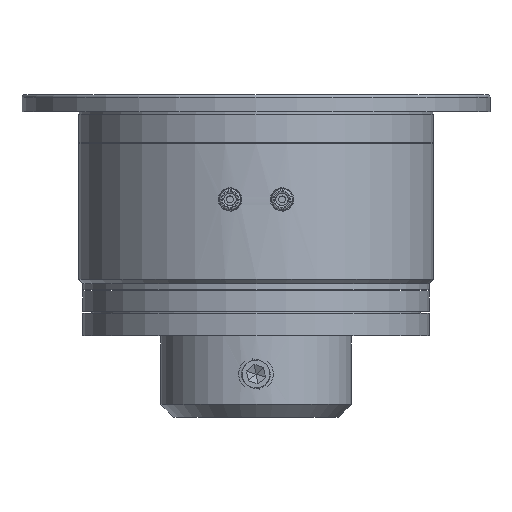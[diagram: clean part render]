
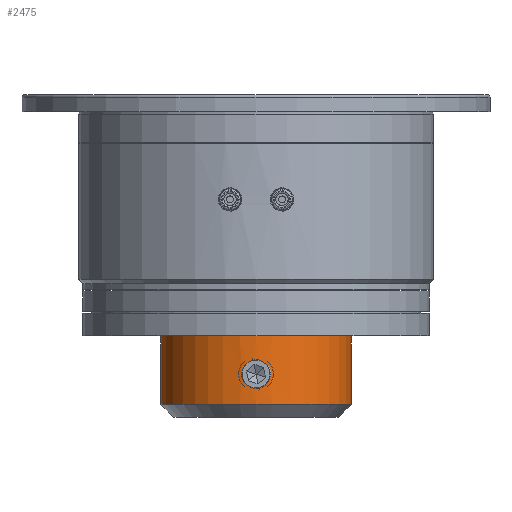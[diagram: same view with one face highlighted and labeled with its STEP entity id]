
A CAD part, front view. The second image highlights one B-rep face of the part: STEP entity #2475.
In plain terms, the highlighted cylindrical face has radius 11 mm (diameter 22 mm), a partial arc.
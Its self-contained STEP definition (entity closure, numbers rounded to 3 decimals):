
#3 = CARTESIAN_POINT ( 'NONE',  ( 1.014, -10.954, -5.681 ) ) ;
#60 = CARTESIAN_POINT ( 'NONE',  ( 0.433, -10.993, -5.393 ) ) ;
#162 = AXIS2_PLACEMENT_3D ( 'NONE', #4179, #5052, #461 ) ;
#182 = CARTESIAN_POINT ( 'NONE',  ( 0., 0., -2.6 ) ) ;
#204 = CARTESIAN_POINT ( 'NONE',  ( -1.319, -10.922, -8.014 ) ) ;
#443 = EDGE_LOOP ( 'NONE', ( #3586, #3669 ) ) ;
#461 = DIRECTION ( 'NONE',  ( 1., 0., 0. ) ) ;
#509 = EDGE_CURVE ( 'NONE', #883, #4424, #1309, .T. ) ;
#521 = CARTESIAN_POINT ( 'NONE',  ( -1.312, -10.922, -5.994 ) ) ;
#571 = CARTESIAN_POINT ( 'NONE',  ( -1.244, -10.93, -5.91 ) ) ;
#578 = ORIENTED_EDGE ( 'NONE', *, *, #8547, .T. ) ;
#883 = VERTEX_POINT ( 'NONE', #6937 ) ;
#1069 = CARTESIAN_POINT ( 'NONE',  ( -0.533, -10.988, -8.565 ) ) ;
#1118 = CARTESIAN_POINT ( 'NONE',  ( -1.431, -10.907, -6.172 ) ) ;
#1140 = CARTESIAN_POINT ( 'NONE',  ( 0., -11., -8.65 ) ) ;
#1172 = CARTESIAN_POINT ( 'NONE',  ( -1.65, -10.876, -6.893 ) ) ;
#1249 = AXIS2_PLACEMENT_3D ( 'NONE', #3020, #1395, #2965 ) ;
#1309 = B_SPLINE_CURVE_WITH_KNOTS ( 'NONE', 3,
 ( #1446, #2047, #3793, #6794, #1069, #6730, #5810, #5595, #9114, #204, #9928, #4938, #8469, #1172, #10315, #4998, #6413, #8526, #1118, #521, #571, #11122, #4726, #4131, #7402, #7664, #4670, #8204, #8267, #3851 ),
 .UNSPECIFIED., .F., .F.,
 ( 4, 2, 2, 2, 2, 2, 2, 2, 2, 2, 2, 2, 2, 2, 4 ),
 ( 0., 0., 0.001, 0.001, 0.001, 0.002, 0.003, 0.003, 0.003, 0.004, 0.004, 0.004, 0.005, 0.005, 0.005 ),
 .UNSPECIFIED. ) ;
#1340 = CYLINDRICAL_SURFACE ( 'NONE', #1249, 11. ) ;
#1395 = DIRECTION ( 'NONE',  ( 0., 0., 1. ) ) ;
#1446 = CARTESIAN_POINT ( 'NONE',  ( 0., -11., -8.65 ) ) ;
#1610 = ORIENTED_EDGE ( 'NONE', *, *, #9277, .F. ) ;
#1698 = LINE ( 'NONE', #10393, #10166 ) ;
#1792 = CARTESIAN_POINT ( 'NONE',  ( 1.016, -10.954, -8.318 ) ) ;
#2047 = CARTESIAN_POINT ( 'NONE',  ( -0.109, -11., -8.65 ) ) ;
#2078 = CARTESIAN_POINT ( 'NONE',  ( 11., 0., 2.792 ) ) ;
#2120 = AXIS2_PLACEMENT_3D ( 'NONE', #182, #6386, #9851 ) ;
#2475 = ADVANCED_FACE ( 'NONE', ( #10196, #3782 ), #1340, .T. ) ;
#2532 = CARTESIAN_POINT ( 'NONE',  ( 1.431, -10.907, -6.172 ) ) ;
#2573 = VERTEX_POINT ( 'NONE', #3304 ) ;
#2587 = CARTESIAN_POINT ( 'NONE',  ( 1.639, -10.877, -6.782 ) ) ;
#2650 = CARTESIAN_POINT ( 'NONE',  ( 1.313, -10.922, -8.005 ) ) ;
#2776 = CARTESIAN_POINT ( 'NONE',  ( 0.832, -10.97, -8.441 ) ) ;
#2965 = DIRECTION ( 'NONE',  ( 1., 0., 0. ) ) ;
#3020 = CARTESIAN_POINT ( 'NONE',  ( 0., 0., 2.792 ) ) ;
#3304 = CARTESIAN_POINT ( 'NONE',  ( 11., 0., -10.5 ) ) ;
#3352 = CARTESIAN_POINT ( 'NONE',  ( 1.597, -10.883, -6.571 ) ) ;
#3406 = CARTESIAN_POINT ( 'NONE',  ( 0.83, -10.97, -5.558 ) ) ;
#3489 = EDGE_LOOP ( 'NONE', ( #1610, #578, #5830, #5134 ) ) ;
#3525 = CARTESIAN_POINT ( 'NONE',  ( 1.639, -10.877, -7.215 ) ) ;
#3581 = CARTESIAN_POINT ( 'NONE',  ( 1.565, -10.888, -6.467 ) ) ;
#3586 = ORIENTED_EDGE ( 'NONE', *, *, #509, .T. ) ;
#3669 = ORIENTED_EDGE ( 'NONE', *, *, #11430, .T. ) ;
#3782 = FACE_BOUND ( 'NONE', #443, .T. ) ;
#3793 = CARTESIAN_POINT ( 'NONE',  ( -0.217, -10.998, -8.639 ) ) ;
#3851 = CARTESIAN_POINT ( 'NONE',  ( 0., -11., -5.35 ) ) ;
#3998 = CARTESIAN_POINT ( 'NONE',  ( 11., 0., -2.6 ) ) ;
#4131 = CARTESIAN_POINT ( 'NONE',  ( -0.828, -10.969, -5.569 ) ) ;
#4179 = CARTESIAN_POINT ( 'NONE',  ( 0., 0., -10.5 ) ) ;
#4424 = VERTEX_POINT ( 'NONE', #11195 ) ;
#4670 = CARTESIAN_POINT ( 'NONE',  ( -0.429, -10.992, -5.403 ) ) ;
#4726 = CARTESIAN_POINT ( 'NONE',  ( -1.007, -10.954, -5.688 ) ) ;
#4938 = CARTESIAN_POINT ( 'NONE',  ( -1.606, -10.882, -7.434 ) ) ;
#4998 = CARTESIAN_POINT ( 'NONE',  ( -1.597, -10.883, -6.572 ) ) ;
#5052 = DIRECTION ( 'NONE',  ( 0., 0., 1. ) ) ;
#5083 = CARTESIAN_POINT ( 'NONE',  ( -11., 0., -10.5 ) ) ;
#5134 = ORIENTED_EDGE ( 'NONE', *, *, #5726, .F. ) ;
#5278 = CARTESIAN_POINT ( 'NONE',  ( 1.566, -10.888, -7.531 ) ) ;
#5506 = CARTESIAN_POINT ( 'NONE',  ( 0.435, -10.993, -8.606 ) ) ;
#5595 = CARTESIAN_POINT ( 'NONE',  ( -1.006, -10.954, -8.312 ) ) ;
#5625 = DIRECTION ( 'NONE',  ( 0., 0., 1. ) ) ;
#5726 = EDGE_CURVE ( 'NONE', #9177, #5838, #7139, .T. ) ;
#5810 = CARTESIAN_POINT ( 'NONE',  ( -0.827, -10.969, -8.432 ) ) ;
#5830 = ORIENTED_EDGE ( 'NONE', *, *, #8381, .T. ) ;
#5838 = VERTEX_POINT ( 'NONE', #3998 ) ;
#6085 = CARTESIAN_POINT ( 'NONE',  ( 1.65, -10.876, -6.89 ) ) ;
#6200 = CARTESIAN_POINT ( 'NONE',  ( 1.243, -10.93, -8.09 ) ) ;
#6273 = CIRCLE ( 'NONE', #162, 11. ) ;
#6323 = CARTESIAN_POINT ( 'NONE',  ( 0.218, -11., -8.65 ) ) ;
#6386 = DIRECTION ( 'NONE',  ( 0., 0., 1. ) ) ;
#6413 = CARTESIAN_POINT ( 'NONE',  ( -1.566, -10.888, -6.469 ) ) ;
#6730 = CARTESIAN_POINT ( 'NONE',  ( -0.732, -10.976, -8.483 ) ) ;
#6794 = CARTESIAN_POINT ( 'NONE',  ( -0.428, -10.992, -8.597 ) ) ;
#6937 = CARTESIAN_POINT ( 'NONE',  ( 0., -11., -8.65 ) ) ;
#6962 = CARTESIAN_POINT ( 'NONE',  ( 1.312, -10.922, -5.993 ) ) ;
#7078 = CARTESIAN_POINT ( 'NONE',  ( 1.433, -10.906, -7.826 ) ) ;
#7139 = CIRCLE ( 'NONE', #2120, 11. ) ;
#7402 = CARTESIAN_POINT ( 'NONE',  ( -0.732, -10.976, -5.517 ) ) ;
#7570 = VECTOR ( 'NONE', #5625, 1000. ) ;
#7664 = CARTESIAN_POINT ( 'NONE',  ( -0.532, -10.988, -5.434 ) ) ;
#8204 = CARTESIAN_POINT ( 'NONE',  ( -0.217, -10.998, -5.361 ) ) ;
#8267 = CARTESIAN_POINT ( 'NONE',  ( -0.108, -11., -5.35 ) ) ;
#8381 = EDGE_CURVE ( 'NONE', #2573, #5838, #9093, .T. ) ;
#8469 = CARTESIAN_POINT ( 'NONE',  ( -1.65, -10.876, -7.216 ) ) ;
#8526 = CARTESIAN_POINT ( 'NONE',  ( -1.483, -10.9, -6.269 ) ) ;
#8547 = EDGE_CURVE ( 'NONE', #11021, #2573, #6273, .T. ) ;
#8810 = B_SPLINE_CURVE_WITH_KNOTS ( 'NONE', 3,
 ( #11302, #10654, #60, #3406, #3, #9786, #6962, #2532, #10541, #3581, #3352, #2587, #6085, #9611, #3525, #9666, #5278, #8814, #7078, #2650, #6200, #1792, #2776, #5506, #6323, #1140 ),
 .UNSPECIFIED., .F., .F.,
 ( 4, 2, 2, 2, 2, 2, 2, 2, 2, 2, 2, 2, 4 ),
 ( 0.005, 0.006, 0.006, 0.007, 0.007, 0.007, 0.008, 0.008, 0.008, 0.009, 0.009, 0.01, 0.01 ),
 .UNSPECIFIED. ) ;
#8814 = CARTESIAN_POINT ( 'NONE',  ( 1.483, -10.9, -7.731 ) ) ;
#9093 = LINE ( 'NONE', #2078, #7570 ) ;
#9114 = CARTESIAN_POINT ( 'NONE',  ( -1.091, -10.946, -8.242 ) ) ;
#9177 = VERTEX_POINT ( 'NONE', #11208 ) ;
#9277 = EDGE_CURVE ( 'NONE', #11021, #9177, #1698, .T. ) ;
#9611 = CARTESIAN_POINT ( 'NONE',  ( 1.65, -10.876, -7.108 ) ) ;
#9666 = CARTESIAN_POINT ( 'NONE',  ( 1.598, -10.883, -7.426 ) ) ;
#9786 = CARTESIAN_POINT ( 'NONE',  ( 1.242, -10.93, -5.909 ) ) ;
#9851 = DIRECTION ( 'NONE',  ( 1., 0., 0. ) ) ;
#9928 = CARTESIAN_POINT ( 'NONE',  ( -1.442, -10.905, -7.831 ) ) ;
#10166 = VECTOR ( 'NONE', #11460, 1000. ) ;
#10196 = FACE_OUTER_BOUND ( 'NONE', #3489, .T. ) ;
#10315 = CARTESIAN_POINT ( 'NONE',  ( -1.639, -10.877, -6.783 ) ) ;
#10393 = CARTESIAN_POINT ( 'NONE',  ( -11., 0., 2.792 ) ) ;
#10541 = CARTESIAN_POINT ( 'NONE',  ( 1.482, -10.9, -6.267 ) ) ;
#10654 = CARTESIAN_POINT ( 'NONE',  ( 0.215, -11., -5.35 ) ) ;
#11021 = VERTEX_POINT ( 'NONE', #5083 ) ;
#11122 = CARTESIAN_POINT ( 'NONE',  ( -1.09, -10.946, -5.756 ) ) ;
#11195 = CARTESIAN_POINT ( 'NONE',  ( 0., -11., -5.35 ) ) ;
#11208 = CARTESIAN_POINT ( 'NONE',  ( -11., 0., -2.6 ) ) ;
#11302 = CARTESIAN_POINT ( 'NONE',  ( 0., -11., -5.35 ) ) ;
#11430 = EDGE_CURVE ( 'NONE', #4424, #883, #8810, .T. ) ;
#11460 = DIRECTION ( 'NONE',  ( 0., 0., 1. ) ) ;
